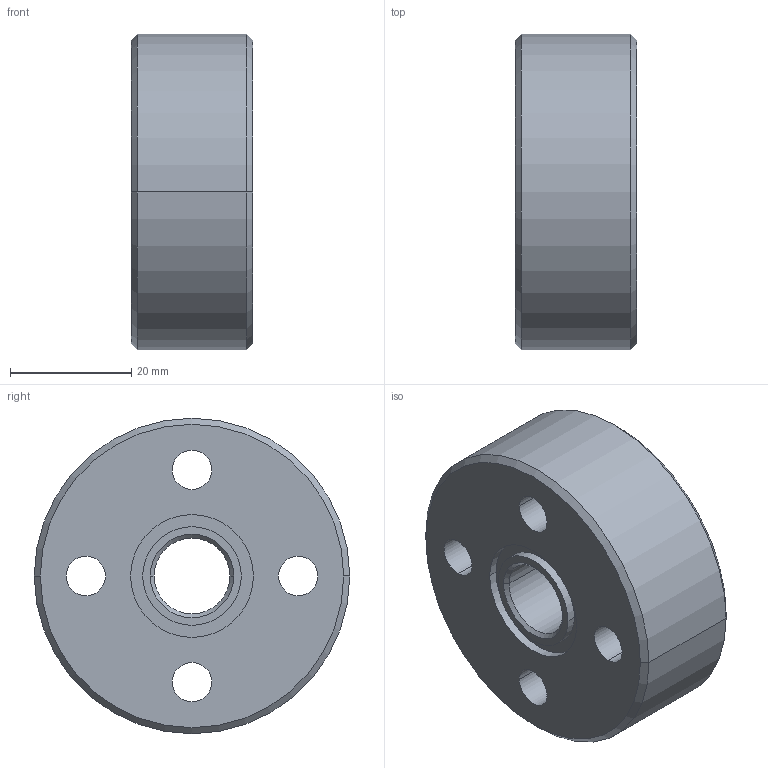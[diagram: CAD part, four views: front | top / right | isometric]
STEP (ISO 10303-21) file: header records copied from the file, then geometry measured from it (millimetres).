
FILE_DESCRIPTION(('STEP AP214'),'1');
FILE_NAME('b2-002.stp','2021-01-28T15:32:40',('TraceParts'),('TraceParts S.A.'),'Spatial InterOp 3D',' ',' ');
FILE_SCHEMA(('AUTOMOTIVE_DESIGN { 1 0 10303 214 1 1 1 1 }'));
Length unit declared in the file: millimetre
Products named in the file (1): b2-002
Bounding box: 20 x 52 x 52 mm (x, y, z)
Volume: 35873.2 mm3; surface area: 9650.2 mm2
Topology: 1 solids, 1 shells, 40 faces, 88 edges, 56 vertices
Faces by surface type: cylinder 24, cone 8, plane 8
Entity records: 1159 total; most frequent: DIRECTION 226, CARTESIAN_POINT 185, ORIENTED_EDGE 176, AXIS2_PLACEMENT_3D 97, EDGE_CURVE 88, EDGE_LOOP 56, VERTEX_POINT 56, CIRCLE 56
